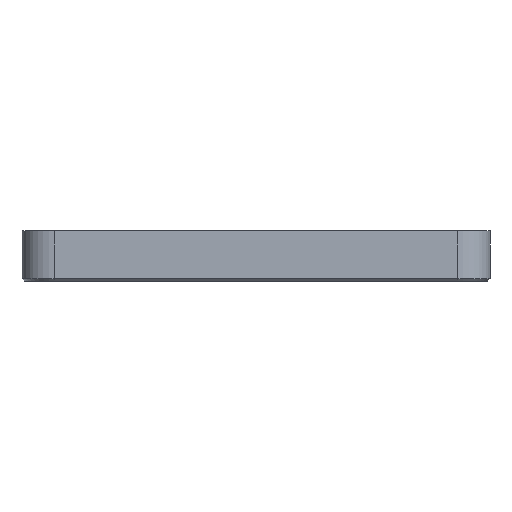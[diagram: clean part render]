
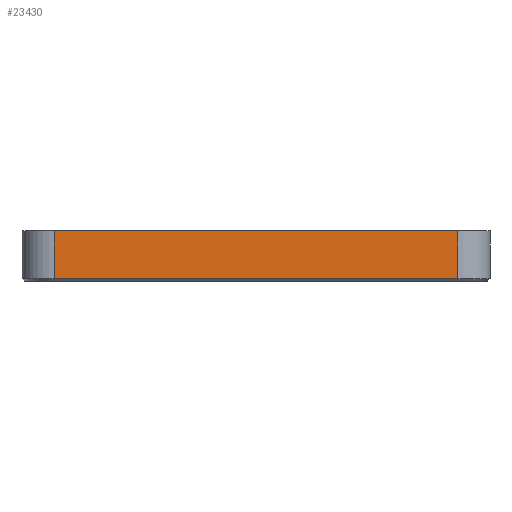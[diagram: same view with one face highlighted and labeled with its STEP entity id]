
A CAD part, front view. The second image highlights one B-rep face of the part: STEP entity #23430.
In plain terms, the highlighted planar face has unit normal (0, -1, 0).
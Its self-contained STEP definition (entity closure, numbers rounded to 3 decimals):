
#2019=FACE_OUTER_BOUND('',#3383,.T.);
#3383=EDGE_LOOP('',(#21313,#21314,#21315,#21316));
#6697=LINE('',#44265,#8935);
#6722=LINE('',#44326,#8960);
#6726=LINE('',#44338,#8964);
#6728=LINE('',#44341,#8966);
#8935=VECTOR('',#27829,10.);
#8960=VECTOR('',#27890,10.);
#8964=VECTOR('',#27906,10.);
#8966=VECTOR('',#27910,10.);
#11219=VERTEX_POINT('',#44262);
#11220=VERTEX_POINT('',#44264);
#11236=VERTEX_POINT('',#44316);
#11238=VERTEX_POINT('',#44324);
#14582=EDGE_CURVE('',#11219,#11220,#6697,.T.);
#14613=EDGE_CURVE('',#11236,#11238,#6722,.T.);
#14619=EDGE_CURVE('',#11238,#11219,#6726,.T.);
#14621=EDGE_CURVE('',#11236,#11220,#6728,.T.);
#21313=ORIENTED_EDGE('',*,*,#14613,.F.);
#21314=ORIENTED_EDGE('',*,*,#14621,.T.);
#21315=ORIENTED_EDGE('',*,*,#14582,.F.);
#21316=ORIENTED_EDGE('',*,*,#14619,.F.);
#22189=PLANE('',#24212);
#23430=ADVANCED_FACE('',(#2019),#22189,.T.);
#24212=AXIS2_PLACEMENT_3D('',#44340,#27908,#27909);
#27829=DIRECTION('',(1.,0.,0.));
#27890=DIRECTION('',(-1.,0.,0.));
#27906=DIRECTION('',(0.,0.,1.));
#27908=DIRECTION('center_axis',(0.,-1.,0.));
#27909=DIRECTION('ref_axis',(-1.,0.,0.));
#27910=DIRECTION('',(0.,0.,1.));
#44262=CARTESIAN_POINT('',(-37.596,-43.464,6.4));
#44264=CARTESIAN_POINT('',(37.684,-43.464,6.4));
#44265=CARTESIAN_POINT('',(37.684,-43.464,6.4));
#44316=CARTESIAN_POINT('',(37.684,-43.464,-2.5));
#44324=CARTESIAN_POINT('',(-37.596,-43.464,-2.5));
#44326=CARTESIAN_POINT('',(18.864,-43.464,-2.5));
#44338=CARTESIAN_POINT('',(-37.596,-43.464,0.));
#44340=CARTESIAN_POINT('Origin',(37.684,-43.464,0.));
#44341=CARTESIAN_POINT('',(37.684,-43.464,0.));
